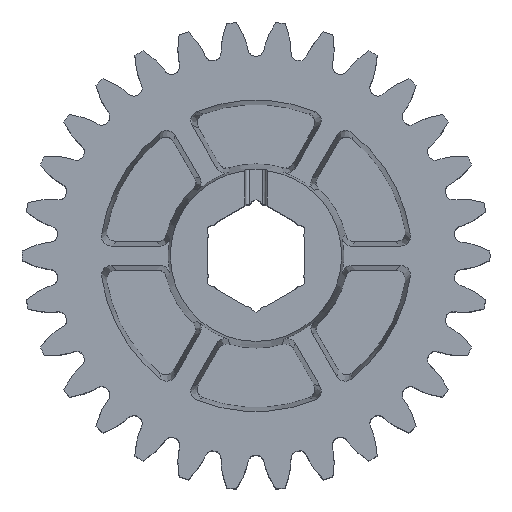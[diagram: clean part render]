
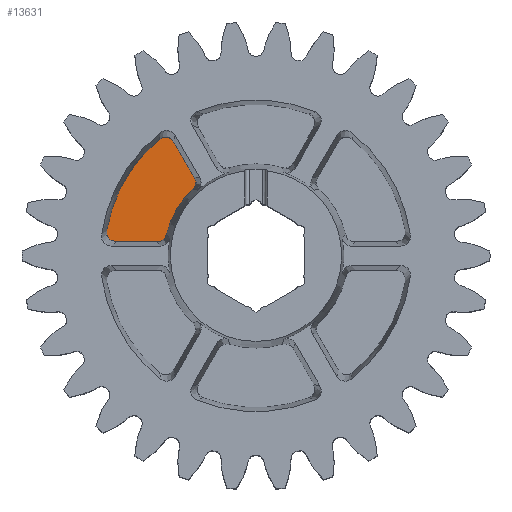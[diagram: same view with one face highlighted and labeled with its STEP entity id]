
A CAD part, top view. The second image highlights one B-rep face of the part: STEP entity #13631.
In plain terms, the highlighted planar face has unit normal (0, 0, 1).
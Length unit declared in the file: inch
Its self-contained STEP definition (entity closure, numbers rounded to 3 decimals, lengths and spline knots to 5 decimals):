
#1 = DIRECTION ( 'NONE',  ( 0., 0., 1. ) ) ;
#292 = CARTESIAN_POINT ( 'NONE',  ( -0.18479, 0.24056, 0.04921 ) ) ;
#322 = VERTEX_POINT ( 'NONE', #12957 ) ;
#587 = CARTESIAN_POINT ( 'NONE',  ( -0.28204, 0.02845, 0.04921 ) ) ;
#624 = DIRECTION ( 'NONE',  ( -0.5, 0.866, 0. ) ) ;
#745 = VERTEX_POINT ( 'NONE', #587 ) ;
#807 = CARTESIAN_POINT ( 'NONE',  ( -0.19988, 0.02845, 0.04921 ) ) ;
#848 = FACE_OUTER_BOUND ( 'NONE', #4691, .T. ) ;
#940 = ORIENTED_EDGE ( 'NONE', *, *, #3443, .T. ) ;
#984 = CARTESIAN_POINT ( 'NONE',  ( -0.18077, 0.04351, 0.04921 ) ) ;
#1053 = ORIENTED_EDGE ( 'NONE', *, *, #13372, .T. ) ;
#1258 = CARTESIAN_POINT ( 'NONE',  ( -0.12458, 0.15888, 0.04921 ) ) ;
#1351 = CARTESIAN_POINT ( 'NONE',  ( -0.12152, 0.15059, 0.04921 ) ) ;
#1400 = B_SPLINE_CURVE_WITH_KNOTS ( 'NONE', 3,
 ( #9120, #5829, #13473, #292, #9209, #6944 ),
 .UNSPECIFIED., .F., .F.,
 ( 4, 2, 4 ),
 ( 0., 0.00043, 0.00086 ),
 .UNSPECIFIED. ) ;
#1468 = CARTESIAN_POINT ( 'NONE',  ( -0.30073, 0.03976, 0.04921 ) ) ;
#1725 = AXIS2_PLACEMENT_3D ( 'NONE', #1967, #10667, #10761 ) ;
#1781 = ORIENTED_EDGE ( 'NONE', *, *, #2446, .T. ) ;
#1967 = CARTESIAN_POINT ( 'NONE',  ( 0., 0., 0.04921 ) ) ;
#2366 = VERTEX_POINT ( 'NONE', #8418 ) ;
#2395 = CARTESIAN_POINT ( 'NONE',  ( -0.30142, 0.05142, 0.04921 ) ) ;
#2406 = CARTESIAN_POINT ( 'NONE',  ( -0.12807, 0.1348, 0.04921 ) ) ;
#2438 = CIRCLE ( 'NONE', #1725, 0.30577 ) ;
#2441 = ORIENTED_EDGE ( 'NONE', *, *, #7987, .T. ) ;
#2446 = EDGE_CURVE ( 'NONE', #13165, #2920, #2438, .T. ) ;
#2604 = EDGE_CURVE ( 'NONE', #3138, #5625, #10798, .T. ) ;
#2693 = VECTOR ( 'NONE', #624, 39.37008 ) ;
#2895 = CARTESIAN_POINT ( 'NONE',  ( 0., 0.02845, 0.04921 ) ) ;
#2920 = VERTEX_POINT ( 'NONE', #2395 ) ;
#3007 = AXIS2_PLACEMENT_3D ( 'NONE', #7641, #1, #9868 ) ;
#3031 = CARTESIAN_POINT ( 'NONE',  ( 0., 0., 0.04921 ) ) ;
#3138 = VERTEX_POINT ( 'NONE', #3883 ) ;
#3443 = EDGE_CURVE ( 'NONE', #3138, #322, #13931, .T. ) ;
#3883 = CARTESIAN_POINT ( 'NONE',  ( -0.12807, 0.1348, 0.04921 ) ) ;
#3981 = VECTOR ( 'NONE', #11636, 39.37008 ) ;
#4079 = CARTESIAN_POINT ( 'NONE',  ( -0.19988, 0.02845, 0.04921 ) ) ;
#4595 = CARTESIAN_POINT ( 'NONE',  ( -0.12487, 0.13784, 0.04921 ) ) ;
#4691 = EDGE_LOOP ( 'NONE', ( #940, #14028, #2441, #1781, #1053, #10578, #13668, #7068 ) ) ;
#5073 = DIRECTION ( 'NONE',  ( 1., 0., 0. ) ) ;
#5243 = B_SPLINE_CURVE_WITH_KNOTS ( 'NONE', 3,
 ( #984, #12826, #13865, #13918, #14002, #4079 ),
 .UNSPECIFIED., .F., .F.,
 ( 4, 2, 4 ),
 ( 0., 0.00033, 0.00066 ),
 .UNSPECIFIED. ) ;
#5581 = LINE ( 'NONE', #10474, #2693 ) ;
#5625 = VERTEX_POINT ( 'NONE', #7107 ) ;
#5829 = CARTESIAN_POINT ( 'NONE',  ( -0.16854, 0.23501, 0.04921 ) ) ;
#6152 = EDGE_CURVE ( 'NONE', #745, #9963, #7940, .T. ) ;
#6808 = CARTESIAN_POINT ( 'NONE',  ( -0.12238, 0.15505, 0.04921 ) ) ;
#6944 = CARTESIAN_POINT ( 'NONE',  ( -0.19524, 0.23533, 0.04921 ) ) ;
#7068 = ORIENTED_EDGE ( 'NONE', *, *, #2604, .F. ) ;
#7107 = CARTESIAN_POINT ( 'NONE',  ( -0.18077, 0.04351, 0.04921 ) ) ;
#7641 = CARTESIAN_POINT ( 'NONE',  ( 0., 0., 0.04921 ) ) ;
#7872 = CARTESIAN_POINT ( 'NONE',  ( -0.30239, 0.04574, 0.04921 ) ) ;
#7940 = LINE ( 'NONE', #2895, #3981 ) ;
#7987 = EDGE_CURVE ( 'NONE', #2366, #13165, #1400, .T. ) ;
#8418 = CARTESIAN_POINT ( 'NONE',  ( -0.16566, 0.23003, 0.04921 ) ) ;
#8547 = AXIS2_PLACEMENT_3D ( 'NONE', #3031, #12777, #5073 ) ;
#8900 = CARTESIAN_POINT ( 'NONE',  ( -0.28204, 0.02845, 0.04921 ) ) ;
#9120 = CARTESIAN_POINT ( 'NONE',  ( -0.16566, 0.23003, 0.04921 ) ) ;
#9209 = CARTESIAN_POINT ( 'NONE',  ( -0.19081, 0.239, 0.04921 ) ) ;
#9558 = PLANE ( 'NONE',  #8547 ) ;
#9868 = DIRECTION ( 'NONE',  ( -1., 0., 0. ) ) ;
#9935 = EDGE_CURVE ( 'NONE', #322, #2366, #5581, .T. ) ;
#9963 = VERTEX_POINT ( 'NONE', #807 ) ;
#10058 = CARTESIAN_POINT ( 'NONE',  ( -0.2878, 0.02845, 0.04921 ) ) ;
#10474 = CARTESIAN_POINT ( 'NONE',  ( -0.18799, 0.26869, 0.04921 ) ) ;
#10578 = ORIENTED_EDGE ( 'NONE', *, *, #6152, .T. ) ;
#10667 = DIRECTION ( 'NONE',  ( 0., 0., 1. ) ) ;
#10761 = DIRECTION ( 'NONE',  ( 1., 0., 0. ) ) ;
#10798 = CIRCLE ( 'NONE', #3007, 0.18593 ) ;
#11279 = CARTESIAN_POINT ( 'NONE',  ( -0.30142, 0.05142, 0.04921 ) ) ;
#11324 = B_SPLINE_CURVE_WITH_KNOTS ( 'NONE', 3,
 ( #11279, #7872, #1468, #12162, #10058, #8900 ),
 .UNSPECIFIED., .F., .F.,
 ( 4, 2, 4 ),
 ( 0., 0.00043, 0.00086 ),
 .UNSPECIFIED. ) ;
#11521 = EDGE_CURVE ( 'NONE', #5625, #9963, #5243, .T. ) ;
#11636 = DIRECTION ( 'NONE',  ( 1., 0., 0. ) ) ;
#12162 = CARTESIAN_POINT ( 'NONE',  ( -0.29341, 0.0311, 0.04921 ) ) ;
#12250 = CARTESIAN_POINT ( 'NONE',  ( -0.12278, 0.14187, 0.04921 ) ) ;
#12777 = DIRECTION ( 'NONE',  ( 0., 0., 1. ) ) ;
#12826 = CARTESIAN_POINT ( 'NONE',  ( -0.1818, 0.03922, 0.04921 ) ) ;
#12957 = CARTESIAN_POINT ( 'NONE',  ( -0.12458, 0.15888, 0.04921 ) ) ;
#13165 = VERTEX_POINT ( 'NONE', #14145 ) ;
#13372 = EDGE_CURVE ( 'NONE', #2920, #745, #11324, .T. ) ;
#13473 = CARTESIAN_POINT ( 'NONE',  ( -0.17363, 0.23854, 0.04921 ) ) ;
#13631 = ADVANCED_FACE ( 'NONE', ( #848 ), #9558, .T. ) ;
#13668 = ORIENTED_EDGE ( 'NONE', *, *, #11521, .F. ) ;
#13865 = CARTESIAN_POINT ( 'NONE',  ( -0.18425, 0.0354, 0.04921 ) ) ;
#13918 = CARTESIAN_POINT ( 'NONE',  ( -0.19117, 0.02994, 0.04921 ) ) ;
#13931 = B_SPLINE_CURVE_WITH_KNOTS ( 'NONE', 3,
 ( #2406, #4595, #12250, #1351, #6808, #1258 ),
 .UNSPECIFIED., .F., .F.,
 ( 4, 2, 4 ),
 ( 0., 0.00033, 0.00066 ),
 .UNSPECIFIED. ) ;
#14002 = CARTESIAN_POINT ( 'NONE',  ( -0.19547, 0.02845, 0.04921 ) ) ;
#14028 = ORIENTED_EDGE ( 'NONE', *, *, #9935, .T. ) ;
#14145 = CARTESIAN_POINT ( 'NONE',  ( -0.19524, 0.23533, 0.04921 ) ) ;
